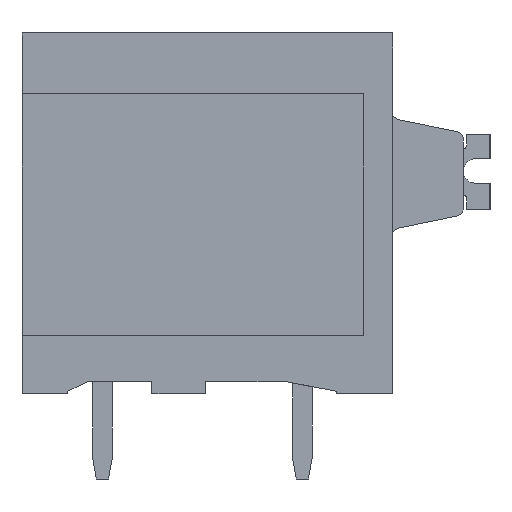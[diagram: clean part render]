
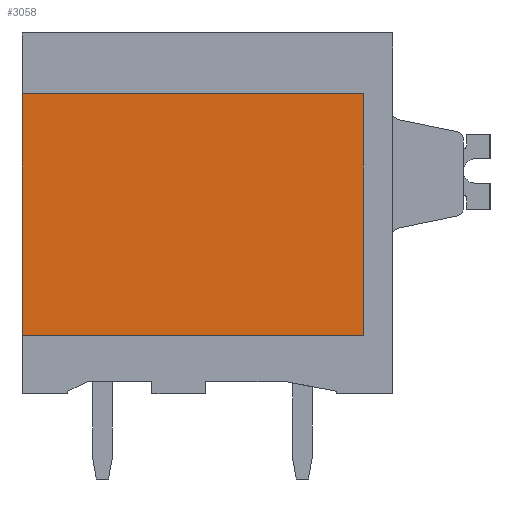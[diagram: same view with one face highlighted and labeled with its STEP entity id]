
A CAD part, left-side view. The second image highlights one B-rep face of the part: STEP entity #3058.
In plain terms, the highlighted planar face has unit normal (-1, 0, 0).
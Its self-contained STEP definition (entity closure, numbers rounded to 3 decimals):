
#3038=AXIS2_PLACEMENT_3D('Plane Axis2P3D',#3035,#3036,#3037) ;
#951=CARTESIAN_POINT('Vertex',(1.1,19.2,5.9)) ;
#954=CARTESIAN_POINT('Line Origine',(1.1,19.2,10.85)) ;
#958=CARTESIAN_POINT('Vertex',(1.1,19.2,15.8)) ;
#3019=CARTESIAN_POINT('Vertex',(1.1,5.2,5.9)) ;
#3022=CARTESIAN_POINT('Line Origine',(1.1,12.2,5.9)) ;
#3035=CARTESIAN_POINT('Axis2P3D Location',(1.1,0.,0.)) ;
#3040=CARTESIAN_POINT('Line Origine',(1.1,5.2,10.85)) ;
#3044=CARTESIAN_POINT('Vertex',(1.1,5.2,15.8)) ;
#3047=CARTESIAN_POINT('Line Origine',(1.1,12.2,15.8)) ;
#955=DIRECTION('Vector Direction',(0.,0.,1.)) ;
#3023=DIRECTION('Vector Direction',(0.,1.,0.)) ;
#3036=DIRECTION('Axis2P3D Direction',(-1.,0.,0.)) ;
#3037=DIRECTION('Axis2P3D XDirection',(0.,-1.,0.)) ;
#3041=DIRECTION('Vector Direction',(0.,0.,1.)) ;
#3048=DIRECTION('Vector Direction',(0.,1.,0.)) ;
#956=VECTOR('Line Direction',#955,1.) ;
#3024=VECTOR('Line Direction',#3023,1.) ;
#3042=VECTOR('Line Direction',#3041,1.) ;
#3049=VECTOR('Line Direction',#3048,1.) ;
#3053=ORIENTED_EDGE('',*,*,#3026,.F.) ;
#3054=ORIENTED_EDGE('',*,*,#3046,.T.) ;
#3055=ORIENTED_EDGE('',*,*,#3051,.T.) ;
#3056=ORIENTED_EDGE('',*,*,#960,.F.) ;
#3058=ADVANCED_FACE('Housing',(#3057),#3039,.T.) ;
#960=EDGE_CURVE('',#952,#959,#957,.T.) ;
#3026=EDGE_CURVE('',#3020,#952,#3025,.T.) ;
#3046=EDGE_CURVE('',#3020,#3045,#3043,.T.) ;
#3051=EDGE_CURVE('',#3045,#959,#3050,.T.) ;
#3052=EDGE_LOOP('',(#3053,#3054,#3055,#3056)) ;
#3057=FACE_OUTER_BOUND('',#3052,.T.) ;
#957=LINE('Line',#954,#956) ;
#3025=LINE('Line',#3022,#3024) ;
#3043=LINE('Line',#3040,#3042) ;
#3050=LINE('Line',#3047,#3049) ;
#3039=PLANE('',#3038) ;
#952=VERTEX_POINT('',#951) ;
#959=VERTEX_POINT('',#958) ;
#3020=VERTEX_POINT('',#3019) ;
#3045=VERTEX_POINT('',#3044) ;
